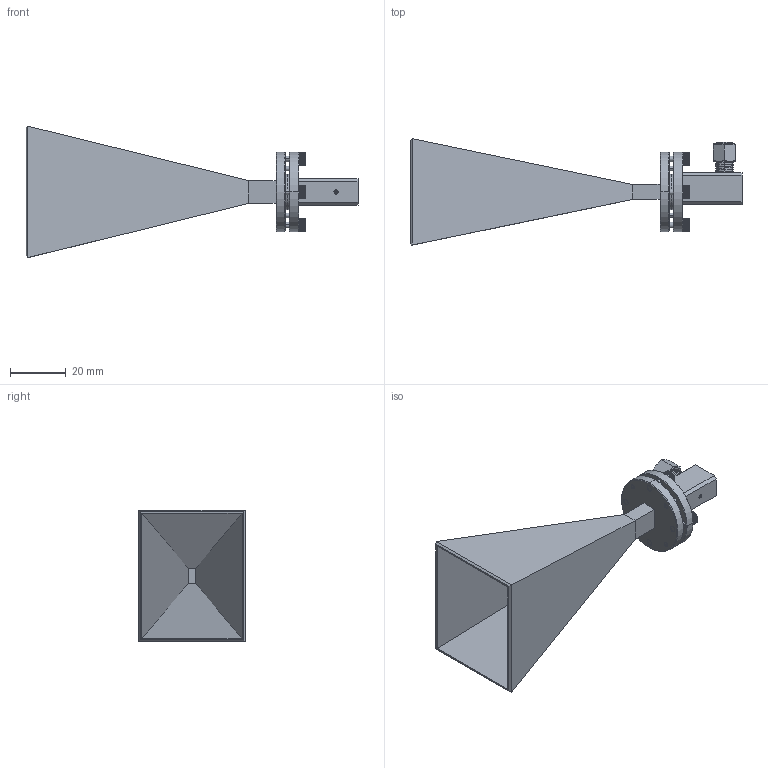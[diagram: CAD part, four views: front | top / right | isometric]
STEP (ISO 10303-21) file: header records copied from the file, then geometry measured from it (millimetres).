
FILE_DESCRIPTION (( 'STEP AP203' ), '1' );
FILE_NAME ('SAR-2309-22VM-R2, SAR-2309-222M-R2.STEP', '2019-11-08T18:04:37', ( '' ), ( '' ), 'SwSTEP 2.0', 'SolidWorks 2016', '' );
FILE_SCHEMA (( 'CONFIG_CONTROL_DESIGN' ));
Length unit declared in the file: inch
Products named in the file (1): SAR-2309-22VM-R2, SAR-2309-222M-R2
Bounding box: 119.38 x 38.25 x 47.24 mm (x, y, z)
Surface area: 22473.2 mm2 (no closed solid volume)
Topology: 0 solids, 16 shells, 920 faces, 2423 edges, 1564 vertices
Faces by surface type: plane 522, cylinder 293, cone 92, torus 8, bspline 5
Entity records: 31021 total; most frequent: CARTESIAN_POINT 9473, ORIENTED_EDGE 4824, DIRECTION 4007, EDGE_CURVE 2415, VERTEX_POINT 1564, AXIS2_PLACEMENT_3D 1518, EDGE_LOOP 995, LINE 971
